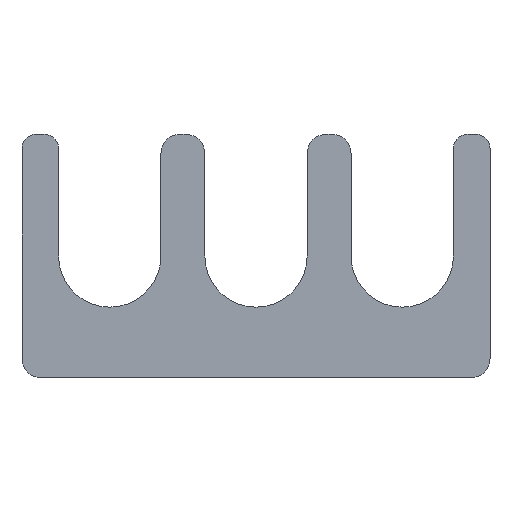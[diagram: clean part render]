
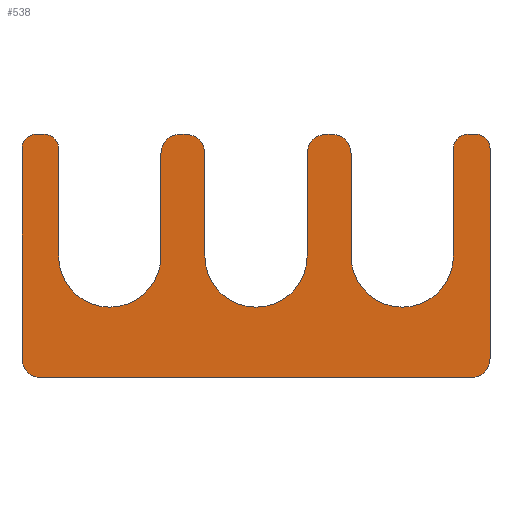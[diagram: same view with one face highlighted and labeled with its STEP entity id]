
A CAD part, top view. The second image highlights one B-rep face of the part: STEP entity #538.
In plain terms, the highlighted planar face has unit normal (0, 0, 1).
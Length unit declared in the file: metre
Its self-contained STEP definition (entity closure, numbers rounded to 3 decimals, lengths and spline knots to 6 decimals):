
#25=PLANE('',#605);
#31=LINE('',#784,#83);
#35=LINE('',#796,#87);
#39=LINE('',#808,#91);
#43=LINE('',#820,#95);
#47=LINE('',#832,#99);
#51=LINE('',#844,#103);
#55=LINE('',#856,#107);
#59=LINE('',#868,#111);
#63=LINE('',#880,#115);
#67=LINE('',#892,#119);
#71=LINE('',#904,#123);
#75=LINE('',#916,#127);
#78=LINE('',#925,#130);
#83=VECTOR('',#621,1.);
#87=VECTOR('',#633,1.);
#91=VECTOR('',#645,1.);
#95=VECTOR('',#657,1.);
#99=VECTOR('',#669,1.);
#103=VECTOR('',#681,1.);
#107=VECTOR('',#693,1.);
#111=VECTOR('',#705,1.);
#115=VECTOR('',#717,1.);
#119=VECTOR('',#729,1.);
#123=VECTOR('',#741,1.);
#127=VECTOR('',#753,1.);
#130=VECTOR('',#764,1.);
#235=ORIENTED_EDGE('',*,*,#289,.T.);
#236=ORIENTED_EDGE('',*,*,#293,.T.);
#237=ORIENTED_EDGE('',*,*,#296,.T.);
#238=ORIENTED_EDGE('',*,*,#299,.F.);
#239=ORIENTED_EDGE('',*,*,#302,.T.);
#240=ORIENTED_EDGE('',*,*,#305,.F.);
#241=ORIENTED_EDGE('',*,*,#308,.T.);
#242=ORIENTED_EDGE('',*,*,#311,.T.);
#243=ORIENTED_EDGE('',*,*,#314,.T.);
#244=ORIENTED_EDGE('',*,*,#317,.T.);
#245=ORIENTED_EDGE('',*,*,#320,.T.);
#246=ORIENTED_EDGE('',*,*,#323,.F.);
#247=ORIENTED_EDGE('',*,*,#326,.T.);
#248=ORIENTED_EDGE('',*,*,#329,.T.);
#249=ORIENTED_EDGE('',*,*,#332,.T.);
#250=ORIENTED_EDGE('',*,*,#335,.T.);
#251=ORIENTED_EDGE('',*,*,#338,.T.);
#252=ORIENTED_EDGE('',*,*,#341,.F.);
#253=ORIENTED_EDGE('',*,*,#344,.F.);
#254=ORIENTED_EDGE('',*,*,#347,.T.);
#255=ORIENTED_EDGE('',*,*,#350,.T.);
#256=ORIENTED_EDGE('',*,*,#353,.T.);
#257=ORIENTED_EDGE('',*,*,#356,.T.);
#258=ORIENTED_EDGE('',*,*,#359,.F.);
#259=ORIENTED_EDGE('',*,*,#362,.F.);
#260=ORIENTED_EDGE('',*,*,#364,.T.);
#289=EDGE_CURVE('',#368,#367,#418,.T.);
#293=EDGE_CURVE('',#367,#370,#31,.T.);
#296=EDGE_CURVE('',#370,#372,#420,.T.);
#299=EDGE_CURVE('',#374,#372,#35,.T.);
#302=EDGE_CURVE('',#374,#376,#422,.T.);
#305=EDGE_CURVE('',#378,#376,#39,.T.);
#308=EDGE_CURVE('',#378,#380,#424,.T.);
#311=EDGE_CURVE('',#380,#382,#43,.T.);
#314=EDGE_CURVE('',#382,#384,#426,.T.);
#317=EDGE_CURVE('',#384,#386,#47,.T.);
#320=EDGE_CURVE('',#386,#388,#428,.T.);
#323=EDGE_CURVE('',#390,#388,#51,.T.);
#326=EDGE_CURVE('',#390,#392,#430,.T.);
#329=EDGE_CURVE('',#392,#394,#55,.T.);
#332=EDGE_CURVE('',#394,#396,#432,.T.);
#335=EDGE_CURVE('',#396,#398,#59,.T.);
#338=EDGE_CURVE('',#398,#400,#434,.T.);
#341=EDGE_CURVE('',#402,#400,#63,.T.);
#344=EDGE_CURVE('',#404,#402,#436,.T.);
#347=EDGE_CURVE('',#404,#406,#67,.T.);
#350=EDGE_CURVE('',#406,#408,#438,.T.);
#353=EDGE_CURVE('',#408,#410,#71,.T.);
#356=EDGE_CURVE('',#410,#412,#440,.T.);
#359=EDGE_CURVE('',#414,#412,#75,.T.);
#362=EDGE_CURVE('',#416,#414,#442,.T.);
#364=EDGE_CURVE('',#416,#368,#78,.T.);
#367=VERTEX_POINT('',#775);
#368=VERTEX_POINT('',#777);
#370=VERTEX_POINT('',#783);
#372=VERTEX_POINT('',#789);
#374=VERTEX_POINT('',#795);
#376=VERTEX_POINT('',#801);
#378=VERTEX_POINT('',#807);
#380=VERTEX_POINT('',#813);
#382=VERTEX_POINT('',#819);
#384=VERTEX_POINT('',#825);
#386=VERTEX_POINT('',#831);
#388=VERTEX_POINT('',#837);
#390=VERTEX_POINT('',#843);
#392=VERTEX_POINT('',#849);
#394=VERTEX_POINT('',#855);
#396=VERTEX_POINT('',#861);
#398=VERTEX_POINT('',#867);
#400=VERTEX_POINT('',#873);
#402=VERTEX_POINT('',#879);
#404=VERTEX_POINT('',#885);
#406=VERTEX_POINT('',#891);
#408=VERTEX_POINT('',#897);
#410=VERTEX_POINT('',#903);
#412=VERTEX_POINT('',#909);
#414=VERTEX_POINT('',#915);
#416=VERTEX_POINT('',#921);
#418=CIRCLE('',#555,0.0015);
#420=CIRCLE('',#559,0.0015);
#422=CIRCLE('',#563,0.002);
#424=CIRCLE('',#567,0.002);
#426=CIRCLE('',#571,0.0015);
#428=CIRCLE('',#575,0.0015);
#430=CIRCLE('',#579,0.00525);
#432=CIRCLE('',#583,0.002);
#434=CIRCLE('',#587,0.002);
#436=CIRCLE('',#591,0.00525);
#438=CIRCLE('',#595,0.002);
#440=CIRCLE('',#599,0.002);
#442=CIRCLE('',#603,0.00525);
#469=EDGE_LOOP('',(#235,#236,#237,#238,#239,#240,#241,#242,#243,#244,#245,
#246,#247,#248,#249,#250,#251,#252,#253,#254,#255,#256,#257,#258,#259,#260));
#497=FACE_BOUND('',#469,.T.);
#538=ADVANCED_FACE('',(#497),#25,.T.);
#555=AXIS2_PLACEMENT_3D('',#776,#614,#615);
#559=AXIS2_PLACEMENT_3D('',#790,#627,#628);
#563=AXIS2_PLACEMENT_3D('',#802,#639,#640);
#567=AXIS2_PLACEMENT_3D('',#814,#651,#652);
#571=AXIS2_PLACEMENT_3D('',#826,#663,#664);
#575=AXIS2_PLACEMENT_3D('',#838,#675,#676);
#579=AXIS2_PLACEMENT_3D('',#850,#687,#688);
#583=AXIS2_PLACEMENT_3D('',#862,#699,#700);
#587=AXIS2_PLACEMENT_3D('',#874,#711,#712);
#591=AXIS2_PLACEMENT_3D('',#886,#723,#724);
#595=AXIS2_PLACEMENT_3D('',#898,#735,#736);
#599=AXIS2_PLACEMENT_3D('',#910,#747,#748);
#603=AXIS2_PLACEMENT_3D('',#922,#759,#760);
#605=AXIS2_PLACEMENT_3D('',#926,#765,#766);
#614=DIRECTION('',(0.,0.,1.));
#615=DIRECTION('',(1.,0.,0.));
#621=DIRECTION('',(-1.,0.,0.));
#627=DIRECTION('',(0.,0.,1.));
#628=DIRECTION('',(1.,0.,0.));
#633=DIRECTION('',(0.,1.,0.));
#639=DIRECTION('',(0.,0.,1.));
#640=DIRECTION('',(1.,0.,0.));
#645=DIRECTION('',(-1.,0.,0.));
#651=DIRECTION('',(0.,0.,1.));
#652=DIRECTION('',(1.,0.,0.));
#657=DIRECTION('',(0.,1.,0.));
#663=DIRECTION('',(0.,0.,1.));
#664=DIRECTION('',(1.,0.,0.));
#669=DIRECTION('',(-1.,0.,0.));
#675=DIRECTION('',(0.,0.,1.));
#676=DIRECTION('',(1.,0.,0.));
#681=DIRECTION('',(0.,1.,0.));
#687=DIRECTION('',(0.,0.,-1.));
#688=DIRECTION('',(1.,0.,0.));
#693=DIRECTION('',(0.,1.,0.));
#699=DIRECTION('',(0.,0.,1.));
#700=DIRECTION('',(1.,0.,0.));
#705=DIRECTION('',(-1.,0.,0.));
#711=DIRECTION('',(0.,0.,1.));
#712=DIRECTION('',(1.,0.,0.));
#717=DIRECTION('',(0.,1.,0.));
#723=DIRECTION('',(0.,0.,1.));
#724=DIRECTION('',(1.,0.,0.));
#729=DIRECTION('',(0.,1.,0.));
#735=DIRECTION('',(0.,0.,1.));
#736=DIRECTION('',(1.,0.,0.));
#741=DIRECTION('',(-1.,0.,0.));
#747=DIRECTION('',(0.,0.,1.));
#748=DIRECTION('',(1.,0.,0.));
#753=DIRECTION('',(0.,1.,0.));
#759=DIRECTION('',(0.,0.,1.));
#760=DIRECTION('',(1.,0.,0.));
#764=DIRECTION('',(0.,1.,0.));
#765=DIRECTION('',(0.,0.,1.));
#766=DIRECTION('',(1.,0.,0.));
#775=CARTESIAN_POINT('',(-0.02175,0.0125,0.000813));
#776=CARTESIAN_POINT('',(-0.02175,0.011,0.000813));
#777=CARTESIAN_POINT('',(-0.02025,0.011,0.000813));
#783=CARTESIAN_POINT('',(-0.0225,0.0125,0.000813));
#784=CARTESIAN_POINT('',(-0.022125,0.0125,0.000813));
#789=CARTESIAN_POINT('',(-0.024,0.011,0.000813));
#790=CARTESIAN_POINT('',(-0.0225,0.011,0.000813));
#795=CARTESIAN_POINT('',(-0.024,-0.0105,0.000813));
#796=CARTESIAN_POINT('',(-0.024,0.00025,0.000813));
#801=CARTESIAN_POINT('',(-0.022,-0.0125,0.000813));
#802=CARTESIAN_POINT('',(-0.022,-0.0105,0.000813));
#807=CARTESIAN_POINT('',(0.022,-0.0125,0.000813));
#808=CARTESIAN_POINT('',(0.,-0.0125,0.000813));
#813=CARTESIAN_POINT('',(0.024,-0.0105,0.000813));
#814=CARTESIAN_POINT('',(0.022,-0.0105,0.000813));
#819=CARTESIAN_POINT('',(0.024,0.011,0.000813));
#820=CARTESIAN_POINT('',(0.024,0.00025,0.000813));
#825=CARTESIAN_POINT('',(0.0225,0.0125,0.000813));
#826=CARTESIAN_POINT('',(0.0225,0.011,0.000813));
#831=CARTESIAN_POINT('',(0.02175,0.0125,0.000813));
#832=CARTESIAN_POINT('',(0.022125,0.0125,0.000813));
#837=CARTESIAN_POINT('',(0.02025,0.011,0.000813));
#838=CARTESIAN_POINT('',(0.02175,0.011,0.000813));
#843=CARTESIAN_POINT('',(0.02025,0.,0.000813));
#844=CARTESIAN_POINT('',(0.02025,0.0055,0.000813));
#849=CARTESIAN_POINT('',(0.00975,0.,0.000813));
#850=CARTESIAN_POINT('',(0.015,0.,0.000813));
#855=CARTESIAN_POINT('',(0.00975,0.0105,0.000813));
#856=CARTESIAN_POINT('',(0.00975,0.00525,0.000813));
#861=CARTESIAN_POINT('',(0.00775,0.0125,0.000813));
#862=CARTESIAN_POINT('',(0.00775,0.0105,0.000813));
#867=CARTESIAN_POINT('',(0.00725,0.0125,0.000813));
#868=CARTESIAN_POINT('',(0.0075,0.0125,0.000813));
#873=CARTESIAN_POINT('',(0.00525,0.0105,0.000813));
#874=CARTESIAN_POINT('',(0.00725,0.0105,0.000813));
#879=CARTESIAN_POINT('',(0.00525,0.,0.000813));
#880=CARTESIAN_POINT('',(0.00525,0.00525,0.000813));
#885=CARTESIAN_POINT('',(-0.00525,0.,0.000813));
#886=CARTESIAN_POINT('',(0.,0.,0.000813));
#891=CARTESIAN_POINT('',(-0.00525,0.0105,0.000813));
#892=CARTESIAN_POINT('',(-0.00525,0.00525,0.000813));
#897=CARTESIAN_POINT('',(-0.00725,0.0125,0.000813));
#898=CARTESIAN_POINT('',(-0.00725,0.0105,0.000813));
#903=CARTESIAN_POINT('',(-0.00775,0.0125,0.000813));
#904=CARTESIAN_POINT('',(-0.0075,0.0125,0.000813));
#909=CARTESIAN_POINT('',(-0.00975,0.0105,0.000813));
#910=CARTESIAN_POINT('',(-0.00775,0.0105,0.000813));
#915=CARTESIAN_POINT('',(-0.00975,0.,0.000813));
#916=CARTESIAN_POINT('',(-0.00975,0.00525,0.000813));
#921=CARTESIAN_POINT('',(-0.02025,0.,0.000813));
#922=CARTESIAN_POINT('',(-0.015,0.,0.000813));
#925=CARTESIAN_POINT('',(-0.02025,0.0055,0.000813));
#926=CARTESIAN_POINT('',(0.,0.,0.000813));
